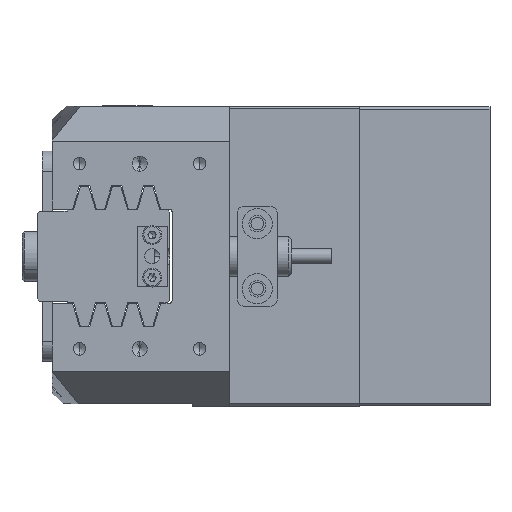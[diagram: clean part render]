
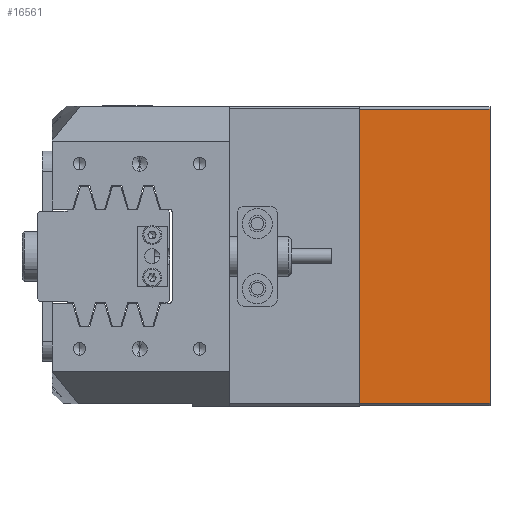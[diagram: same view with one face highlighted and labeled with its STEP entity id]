
A CAD part, left-side view. The second image highlights one B-rep face of the part: STEP entity #16561.
In plain terms, the highlighted planar face has unit normal (-1, 0, 0).
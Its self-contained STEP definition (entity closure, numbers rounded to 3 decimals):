
#419 = DIRECTION ( 'NONE',  ( 0., 0., -1. ) ) ;
#993 = EDGE_CURVE ( 'NONE', #19369, #16438, #38185, .T. ) ;
#1023 = VERTEX_POINT ( 'NONE', #14235 ) ;
#1744 = LINE ( 'NONE', #2472, #24987 ) ;
#2142 = CARTESIAN_POINT ( 'NONE',  ( -51., -29.4, 0. ) ) ;
#2472 = CARTESIAN_POINT ( 'NONE',  ( -51., 29.9, -26. ) ) ;
#6558 = DIRECTION ( 'NONE',  ( 0., 0., 1. ) ) ;
#8287 = CARTESIAN_POINT ( 'NONE',  ( -51., 29.9, -26. ) ) ;
#9444 = CARTESIAN_POINT ( 'NONE',  ( -51., 29.4, -26. ) ) ;
#9491 = CARTESIAN_POINT ( 'NONE',  ( -51., -29.4, -26. ) ) ;
#9636 = VECTOR ( 'NONE', #6558, 1000. ) ;
#11817 = AXIS2_PLACEMENT_3D ( 'NONE', #8287, #32700, #17580 ) ;
#11858 = EDGE_CURVE ( 'NONE', #30461, #19369, #32435, .T. ) ;
#12115 = ORIENTED_EDGE ( 'NONE', *, *, #11858, .T. ) ;
#12390 = EDGE_CURVE ( 'NONE', #16438, #1023, #21557, .T. ) ;
#14235 = CARTESIAN_POINT ( 'NONE',  ( -51., 29.4, -26. ) ) ;
#14339 = CARTESIAN_POINT ( 'NONE',  ( -51., -29.4, -26. ) ) ;
#15723 = EDGE_LOOP ( 'NONE', ( #22803, #30380, #33763, #12115 ) ) ;
#16438 = VERTEX_POINT ( 'NONE', #28743 ) ;
#16561 = ADVANCED_FACE ( 'NONE', ( #17932 ), #32837, .F. ) ;
#17580 = DIRECTION ( 'NONE',  ( 0., 1., 0. ) ) ;
#17831 = EDGE_CURVE ( 'NONE', #30461, #1023, #1744, .T. ) ;
#17932 = FACE_OUTER_BOUND ( 'NONE', #15723, .T. ) ;
#19369 = VERTEX_POINT ( 'NONE', #2142 ) ;
#20086 = DIRECTION ( 'NONE',  ( 0., 1., 0. ) ) ;
#20158 = VECTOR ( 'NONE', #419, 1000. ) ;
#21557 = LINE ( 'NONE', #9444, #20158 ) ;
#22803 = ORIENTED_EDGE ( 'NONE', *, *, #993, .T. ) ;
#23122 = CARTESIAN_POINT ( 'NONE',  ( -51., 29.9, 0. ) ) ;
#24987 = VECTOR ( 'NONE', #35949, 1000. ) ;
#28743 = CARTESIAN_POINT ( 'NONE',  ( -51., 29.4, 0. ) ) ;
#30380 = ORIENTED_EDGE ( 'NONE', *, *, #12390, .T. ) ;
#30461 = VERTEX_POINT ( 'NONE', #14339 ) ;
#32435 = LINE ( 'NONE', #9491, #9636 ) ;
#32700 = DIRECTION ( 'NONE',  ( 1., 0., 0. ) ) ;
#32837 = PLANE ( 'NONE',  #11817 ) ;
#33763 = ORIENTED_EDGE ( 'NONE', *, *, #17831, .F. ) ;
#35949 = DIRECTION ( 'NONE',  ( 0., 1., 0. ) ) ;
#37240 = VECTOR ( 'NONE', #20086, 1000. ) ;
#38185 = LINE ( 'NONE', #23122, #37240 ) ;
